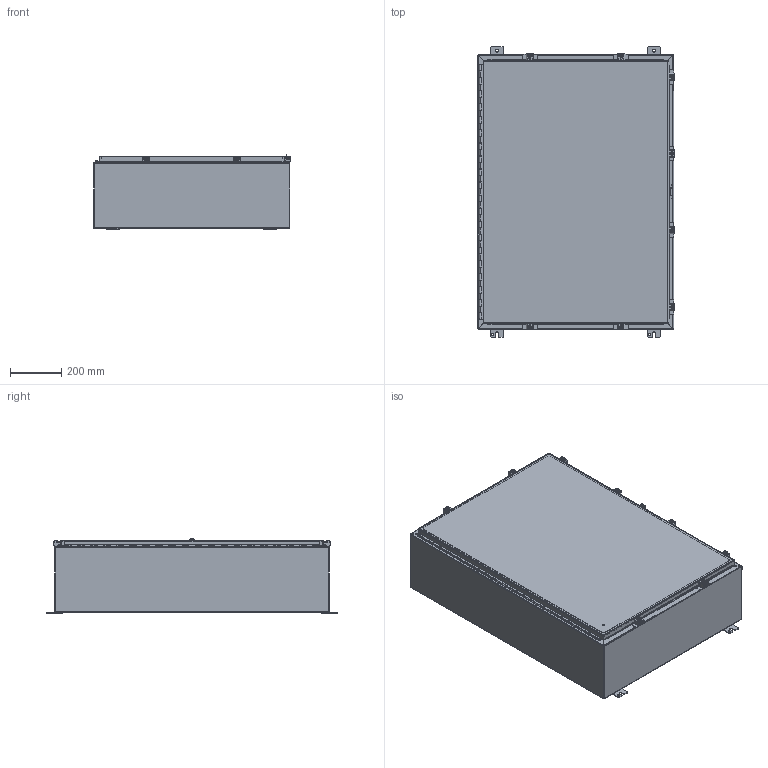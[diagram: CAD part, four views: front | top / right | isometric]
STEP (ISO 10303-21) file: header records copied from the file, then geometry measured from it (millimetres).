
FILE_DESCRIPTION(/* description */ ('MTG FT,N4 & N12,SS,316,2X2.5'),/* implementation_level */ '2;1');
FILE_NAME(/* name */ 'SSN4423010A.stp',/* time_stamp */ '2016-11-07T21:53:58+05:00',/* author */ ('vdas'),/* organization */ ('HUBBELL WIEGMANN'),/* preprocessor_version */ 'ST-DEVELOPER v16.1',/* originating_system */ 'Autodesk Inventor 2016',/* authorisation */ 'MATTHEW SUMMERS');
FILE_SCHEMA (('AUTOMOTIVE_DESIGN { 1 0 10303 214 3 1 1 }'));
Length unit declared in the file: inch
Products named in the file (19): 34839; 38415; SSN4423010ABKP; 3298; 40x28; 38846; SSN44230ALID; 32874-42T; 32874-42L; 32874-42P; 32874-42; 38859; HFW30828 & HFW30829 CLAMP; HFW30828 & HFW30829 SCREW; HFW30828 & HFW30829 WASHER; 30819; HFW30828 & HFW30829 SPRING; HFW30828; SSN4423010A
Assembly tree (40 placements, depth 3):
  SSN4423010A
    34839  x4
    38415
    SSN4423010ABKP
    3298
    40x28
    38846
    SSN44230ALID
    32874-42
      32874-42T
      32874-42L
      32874-42P
    38859  x6
    HFW30828  x8
      HFW30828 & HFW30829 CLAMP
      HFW30828 & HFW30829 SCREW
      HFW30828 & HFW30829 WASHER
      HFW30828 & HFW30829 SPRING
    30819  x8
Bounding box: 765.44 x 1130.3 x 288.42 mm (x, y, z)
Volume: 5595464.2 mm3; surface area: 5834962.9 mm2
Topology: 51 solids, 179 shells, 1784 faces, 4779 edges, 3261 vertices
Faces by surface type: plane 915, cylinder 496, bspline 271, cone 88, torus 14
Full cylindrical faces by diameter (mm): 3.048 x1, 3.967 x1, 5.359 x8, 6.35 x1, 7.163 x8, 7.95 x4, 8.382 x12, 8.56 x1, 8.89 x8, 11.125 x4, 12.7 x1, 13.208 x8, 15.875 x14
Entity records: 33274 total; most frequent: CARTESIAN_POINT 11409, ORIENTED_EDGE 4384, DIRECTION 4149, EDGE_CURVE 2222, LINE 1477, VECTOR 1477, VERTEX_POINT 1446, AXIS2_PLACEMENT_3D 1336
